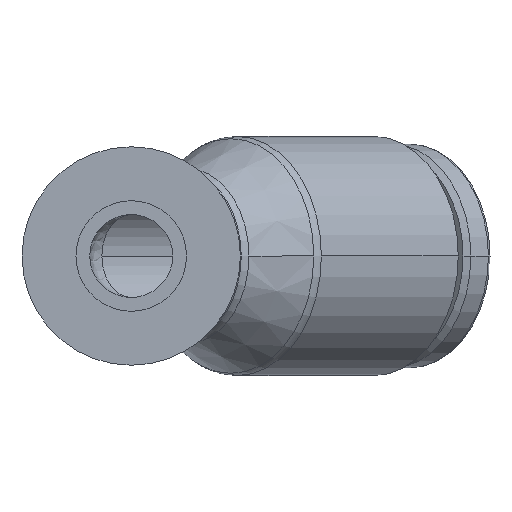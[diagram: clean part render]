
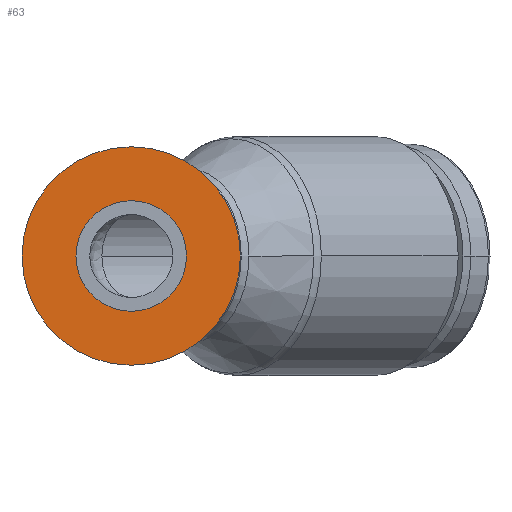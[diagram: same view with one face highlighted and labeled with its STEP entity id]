
A CAD part, front view. The second image highlights one B-rep face of the part: STEP entity #63.
In plain terms, the highlighted planar face has unit normal (0, -1, 0).
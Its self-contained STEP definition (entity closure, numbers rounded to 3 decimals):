
#63=ADVANCED_FACE('',(#119,#120),#121,.T.);
#119=FACE_OUTER_BOUND('',#201,.T.);
#120=FACE_BOUND('',#202,.T.);
#121=PLANE('',#203);
#201=EDGE_LOOP('',(#383,#384));
#202=EDGE_LOOP('',(#385,#386));
#203=AXIS2_PLACEMENT_3D('',#387,#388,#389);
#383=ORIENTED_EDGE('',*,*,#620,.T.);
#384=ORIENTED_EDGE('',*,*,#605,.T.);
#385=ORIENTED_EDGE('',*,*,#597,.F.);
#386=ORIENTED_EDGE('',*,*,#621,.F.);
#387=CARTESIAN_POINT('',(0.0,18.8,0.0));
#388=DIRECTION('',(0.0,-1.0,0.0));
#389=DIRECTION('',(-1.0,0.0,0.0));
#597=EDGE_CURVE('',#732,#728,#734,.T.);
#605=EDGE_CURVE('',#749,#746,#750,.T.);
#620=EDGE_CURVE('',#746,#749,#773,.T.);
#621=EDGE_CURVE('',#728,#732,#774,.T.);
#728=VERTEX_POINT('',#895);
#732=VERTEX_POINT('',#900);
#734=CIRCLE('',#903,2.0);
#746=VERTEX_POINT('',#917);
#749=VERTEX_POINT('',#921);
#750=CIRCLE('',#922,3.95);
#773=CIRCLE('',#950,3.95);
#774=CIRCLE('',#951,2.0);
#895=CARTESIAN_POINT('',(2.0,18.8,0.));
#900=CARTESIAN_POINT('',(-2.0,18.8,0.));
#903=AXIS2_PLACEMENT_3D('',#1087,#1088,#1089);
#917=CARTESIAN_POINT('',(3.95,18.8,0.0));
#921=CARTESIAN_POINT('',(-3.95,18.8,0.));
#922=AXIS2_PLACEMENT_3D('',#1105,#1106,#1107);
#950=AXIS2_PLACEMENT_3D('',#1140,#1141,#1142);
#951=AXIS2_PLACEMENT_3D('',#1143,#1144,#1145);
#1087=CARTESIAN_POINT('',(0.0,18.8,0.0));
#1088=DIRECTION('',(0.0,-1.0,0.0));
#1089=DIRECTION('',(1.0,0.0,0.0));
#1105=CARTESIAN_POINT('',(0.0,18.8,0.0));
#1106=DIRECTION('',(0.0,-1.0,0.0));
#1107=DIRECTION('',(1.0,0.0,0.0));
#1140=CARTESIAN_POINT('',(0.0,18.8,0.0));
#1141=DIRECTION('',(0.0,-1.0,0.0));
#1142=DIRECTION('',(1.0,0.0,0.0));
#1143=CARTESIAN_POINT('',(0.0,18.8,0.0));
#1144=DIRECTION('',(0.0,-1.0,0.0));
#1145=DIRECTION('',(1.0,0.0,0.0));
